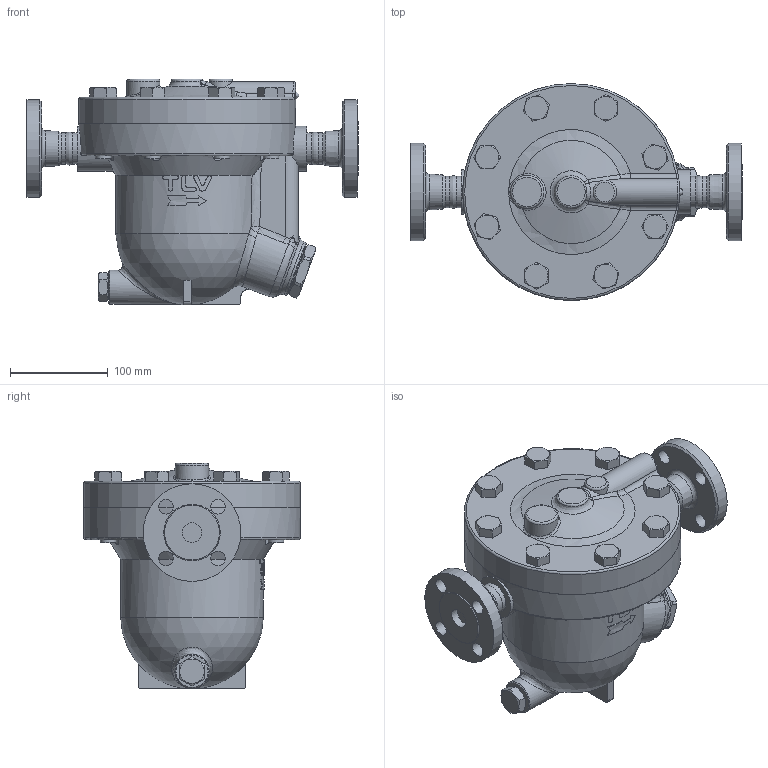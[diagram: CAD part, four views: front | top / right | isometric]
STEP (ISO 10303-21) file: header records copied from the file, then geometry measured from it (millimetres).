
FILE_DESCRIPTION((''),'2;1');
FILE_NAME('j7rmb-020-jis20-00.stp','2010-08-02T13:46:57',('nakaot'),(''),'Autodesk Inventor 2008','Autodesk Inventor 2008','');
FILE_SCHEMA(('AUTOMOTIVE_DESIGN { 1 0 10303 214 1 1 1 1 }'));
Length unit declared in the file: millimetre
Products named in the file (1): j7rmb-020-jis20-00
Bounding box: 340 x 222 x 231.1 mm (x, y, z)
Volume: 5405051.1 mm3; surface area: 324224.1 mm2
Topology: 1 solids, 1 shells, 372 faces, 897 edges, 564 vertices
Faces by surface type: plane 133, bspline 93, cone 70, cylinder 66, torus 7, sphere 3
Full cylindrical faces by diameter (mm): 15 x4, 16 x16, 20 x1, 21 x1, 24 x1, 32 x3, 34 x1, 35 x1, 46 x2, 49.5 x1, 58 x1, 100 x1, 130 x1, 222 x2
Entity records: 23340 total; most frequent: CARTESIAN_POINT 15846, ORIENTED_EDGE 1594, DIRECTION 1350, EDGE_CURVE 797, AXIS2_PLACEMENT_3D 578, VERTEX_POINT 539, EDGE_LOOP 516, FACE_OUTER_BOUND 372
